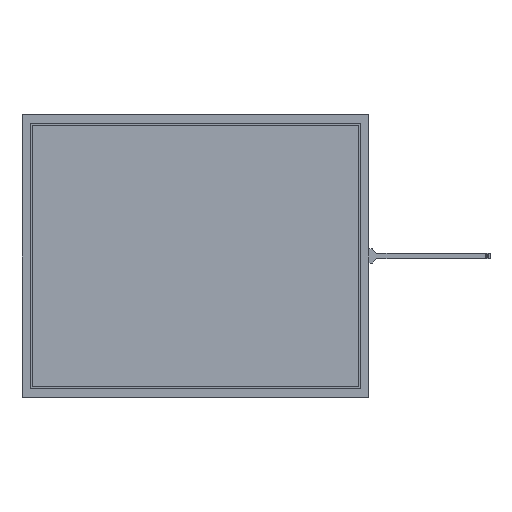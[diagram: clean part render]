
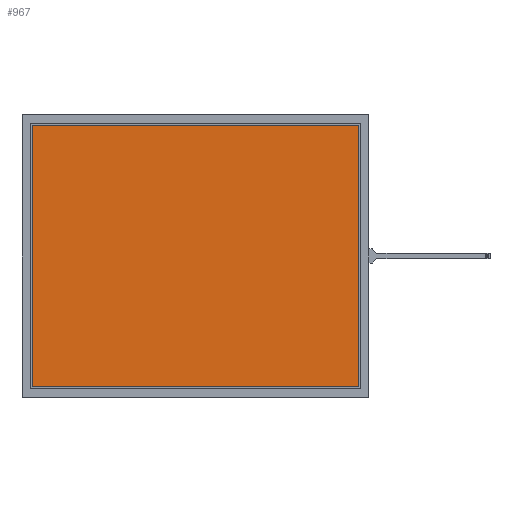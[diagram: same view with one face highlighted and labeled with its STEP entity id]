
A CAD part, top view. The second image highlights one B-rep face of the part: STEP entity #967.
In plain terms, the highlighted planar face has unit normal (0, 0, 1).
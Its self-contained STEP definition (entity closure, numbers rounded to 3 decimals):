
#92=PLANE('',#1041);
#140=FACE_OUTER_BOUND('',#191,.T.);
#191=EDGE_LOOP('',(#910,#911,#912,#913));
#280=LINE('',#1467,#403);
#284=LINE('',#1475,#407);
#287=LINE('',#1481,#410);
#290=LINE('',#1486,#413);
#403=VECTOR('',#1210,10.);
#407=VECTOR('',#1216,10.);
#410=VECTOR('',#1221,10.);
#413=VECTOR('',#1226,10.);
#507=VERTEX_POINT('',#1465);
#508=VERTEX_POINT('',#1466);
#511=VERTEX_POINT('',#1474);
#513=VERTEX_POINT('',#1480);
#624=EDGE_CURVE('',#507,#508,#280,.T.);
#628=EDGE_CURVE('',#511,#507,#284,.T.);
#631=EDGE_CURVE('',#513,#511,#287,.T.);
#634=EDGE_CURVE('',#508,#513,#290,.T.);
#910=ORIENTED_EDGE('',*,*,#624,.T.);
#911=ORIENTED_EDGE('',*,*,#634,.T.);
#912=ORIENTED_EDGE('',*,*,#631,.T.);
#913=ORIENTED_EDGE('',*,*,#628,.T.);
#967=ADVANCED_FACE('',(#140),#92,.T.);
#1041=AXIS2_PLACEMENT_3D('',#1538,#1272,#1273);
#1210=DIRECTION('',(1.,0.,0.));
#1216=DIRECTION('',(0.,-1.,0.));
#1221=DIRECTION('',(-1.,0.,0.));
#1226=DIRECTION('',(0.,1.,0.));
#1272=DIRECTION('center_axis',(0.,0.,1.));
#1273=DIRECTION('ref_axis',(1.,0.,0.));
#1465=CARTESIAN_POINT('',(-188.66,-151.03,0.));
#1466=CARTESIAN_POINT('',(188.66,-151.03,0.));
#1467=CARTESIAN_POINT('',(-94.33,-151.03,0.));
#1474=CARTESIAN_POINT('',(-188.66,151.03,0.));
#1475=CARTESIAN_POINT('',(-188.66,75.515,0.));
#1480=CARTESIAN_POINT('',(188.66,151.03,0.));
#1481=CARTESIAN_POINT('',(94.33,151.03,0.));
#1486=CARTESIAN_POINT('',(188.66,-75.515,0.));
#1538=CARTESIAN_POINT('Origin',(0.,0.,0.));
